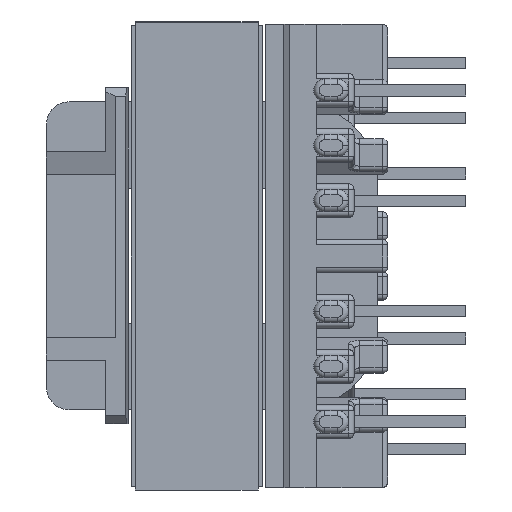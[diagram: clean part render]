
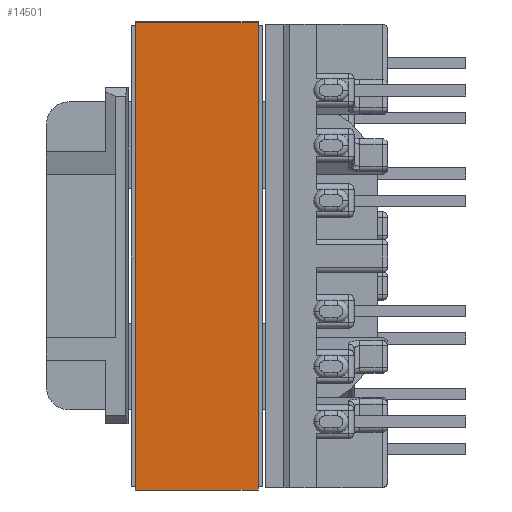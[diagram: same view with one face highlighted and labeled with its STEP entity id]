
A CAD part, left-side view. The second image highlights one B-rep face of the part: STEP entity #14501.
In plain terms, the highlighted planar face has unit normal (-1, 0, 0).
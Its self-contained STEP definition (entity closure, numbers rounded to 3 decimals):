
#160 = CARTESIAN_POINT ( 'NONE',  ( -0.16, -20.96, -5.54 ) ) ;
#1854 = CARTESIAN_POINT ( 'NONE',  ( -0.16, -20.96, -5.54 ) ) ;
#1967 = LINE ( 'NONE', #3161, #21913 ) ;
#2027 = PLANE ( 'NONE',  #17031 ) ;
#2897 = VERTEX_POINT ( 'NONE', #8705 ) ;
#3124 = LINE ( 'NONE', #160, #5458 ) ;
#3161 = CARTESIAN_POINT ( 'NONE',  ( -0.16, -20.96, -5.54 ) ) ;
#3220 = ORIENTED_EDGE ( 'NONE', *, *, #18928, .F. ) ;
#3284 = DIRECTION ( 'NONE',  ( 0., 0., 1. ) ) ;
#3298 = LINE ( 'NONE', #22098, #20585 ) ;
#5083 = FACE_OUTER_BOUND ( 'NONE', #22879, .T. ) ;
#5458 = VECTOR ( 'NONE', #13296, 1000. ) ;
#7335 = LINE ( 'NONE', #7769, #24327 ) ;
#7522 = DIRECTION ( 'NONE',  ( 0., -1., 0. ) ) ;
#7769 = CARTESIAN_POINT ( 'NONE',  ( -0.16, -20.96, 0. ) ) ;
#8705 = CARTESIAN_POINT ( 'NONE',  ( -0.16, 0.16, -5.54 ) ) ;
#8809 = ORIENTED_EDGE ( 'NONE', *, *, #17171, .F. ) ;
#9046 = CARTESIAN_POINT ( 'NONE',  ( -0.16, -20.96, -5.54 ) ) ;
#9878 = CARTESIAN_POINT ( 'NONE',  ( -0.16, 0.16, 0. ) ) ;
#11313 = ORIENTED_EDGE ( 'NONE', *, *, #23606, .T. ) ;
#11696 = VERTEX_POINT ( 'NONE', #24242 ) ;
#12723 = VERTEX_POINT ( 'NONE', #9046 ) ;
#13296 = DIRECTION ( 'NONE',  ( 0., -1., 0. ) ) ;
#14501 = ADVANCED_FACE ( 'NONE', ( #5083 ), #2027, .T. ) ;
#14955 = DIRECTION ( 'NONE',  ( 0., -1., 0. ) ) ;
#17031 = AXIS2_PLACEMENT_3D ( 'NONE', #1854, #18790, #14955 ) ;
#17171 = EDGE_CURVE ( 'NONE', #2897, #23210, #3298, .T. ) ;
#18108 = DIRECTION ( 'NONE',  ( 0., 0., 1. ) ) ;
#18790 = DIRECTION ( 'NONE',  ( -1., 0., 0. ) ) ;
#18928 = EDGE_CURVE ( 'NONE', #23210, #11696, #7335, .T. ) ;
#19979 = EDGE_CURVE ( 'NONE', #12723, #11696, #1967, .T. ) ;
#20585 = VECTOR ( 'NONE', #3284, 1000. ) ;
#21276 = ORIENTED_EDGE ( 'NONE', *, *, #19979, .T. ) ;
#21913 = VECTOR ( 'NONE', #18108, 1000. ) ;
#22098 = CARTESIAN_POINT ( 'NONE',  ( -0.16, 0.16, -5.54 ) ) ;
#22879 = EDGE_LOOP ( 'NONE', ( #3220, #8809, #11313, #21276 ) ) ;
#23210 = VERTEX_POINT ( 'NONE', #9878 ) ;
#23606 = EDGE_CURVE ( 'NONE', #2897, #12723, #3124, .T. ) ;
#24242 = CARTESIAN_POINT ( 'NONE',  ( -0.16, -20.96, 0. ) ) ;
#24327 = VECTOR ( 'NONE', #7522, 1000. ) ;
